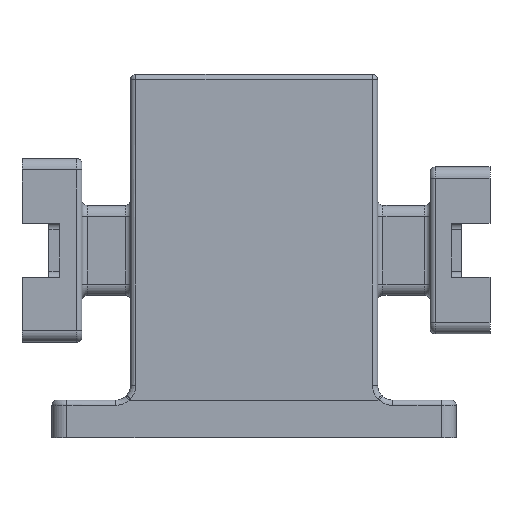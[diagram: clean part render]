
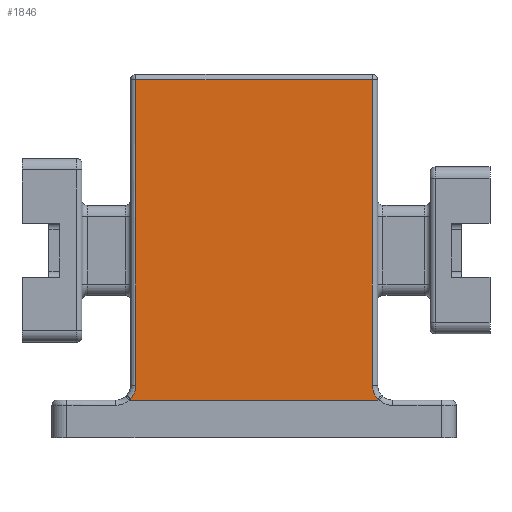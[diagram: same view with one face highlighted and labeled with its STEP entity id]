
A CAD part, front view. The second image highlights one B-rep face of the part: STEP entity #1846.
In plain terms, the highlighted planar face has unit normal (0, -1, 0).
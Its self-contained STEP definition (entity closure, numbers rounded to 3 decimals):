
#580 = EDGE_CURVE('',#581,#583,#585,.T.);
#581 = VERTEX_POINT('',#582);
#582 = CARTESIAN_POINT('',(-15.8,-16.,47.8));
#583 = VERTEX_POINT('',#584);
#584 = CARTESIAN_POINT('',(-15.8,-16.,7.));
#585 = B_SPLINE_CURVE_WITH_KNOTS('',13,(#586,#587,#588,#589,#590,#591,
    #592,#593,#594,#595,#596,#597,#598,#599,#600,#601,#602,#603,#604,
    #605,#606,#607,#608,#609,#610,#611,#612,#613,#614,#615,#616,#617,
    #618,#619,#620,#621,#622,#623),.UNSPECIFIED.,.F.,.F.,(14,12,12,14),(
    -2.392,-2.39,-1.195,0.),
  .UNSPECIFIED.);
#586 = CARTESIAN_POINT('',(-15.8,-16.,48.623));
#587 = CARTESIAN_POINT('',(-15.8,-16.,48.614));
#588 = CARTESIAN_POINT('',(-15.8,-16.,48.605));
#589 = CARTESIAN_POINT('',(-15.8,-16.,48.596));
#590 = CARTESIAN_POINT('',(-15.8,-16.,48.587));
#591 = CARTESIAN_POINT('',(-15.8,-16.,48.577));
#592 = CARTESIAN_POINT('',(-15.8,-16.,48.568));
#593 = CARTESIAN_POINT('',(-15.8,-16.,48.559));
#594 = CARTESIAN_POINT('',(-15.8,-16.,48.55));
#595 = CARTESIAN_POINT('',(-15.8,-16.,48.541));
#596 = CARTESIAN_POINT('',(-15.8,-16.,48.531));
#597 = CARTESIAN_POINT('',(-15.8,-16.,48.522));
#598 = CARTESIAN_POINT('',(-15.8,-16.,48.513));
#599 = CARTESIAN_POINT('',(-15.8,-16.,42.377));
#600 = CARTESIAN_POINT('',(-15.8,-16.,
    37.008));
#601 = CARTESIAN_POINT('',(-15.8,-16.,32.328
    ));
#602 = CARTESIAN_POINT('',(-15.8,-16.,
    28.27));
#603 = CARTESIAN_POINT('',(-15.8,-16.,
    24.772));
#604 = CARTESIAN_POINT('',(-15.8,-16.,
    21.776));
#605 = CARTESIAN_POINT('',(-15.8,-16.,
    19.228));
#606 = CARTESIAN_POINT('',(-15.8,-16.,
    17.074));
#607 = CARTESIAN_POINT('',(-15.8,-16.,
    15.267));
#608 = CARTESIAN_POINT('',(-15.8,-16.,
    13.762));
#609 = CARTESIAN_POINT('',(-15.801,-16.,12.517));
#610 = CARTESIAN_POINT('',(-15.801,-16.,11.496));
#611 = CARTESIAN_POINT('',(-15.802,-16.,
    9.832));
#612 = CARTESIAN_POINT('',(-15.802,-16.,9.189));
#613 = CARTESIAN_POINT('',(-15.802,-16.,
    8.699));
#614 = CARTESIAN_POINT('',(-15.805,-16.,8.338
    ));
#615 = CARTESIAN_POINT('',(-15.801,-16.,
    8.059));
#616 = CARTESIAN_POINT('',(-15.815,-16.,7.884
    ));
#617 = CARTESIAN_POINT('',(-15.796,-16.,
    7.701));
#618 = CARTESIAN_POINT('',(-15.824,-16.,
    7.63));
#619 = CARTESIAN_POINT('',(-15.806,-16.,
    7.493));
#620 = CARTESIAN_POINT('',(-15.805,-16.,7.373
    ));
#621 = CARTESIAN_POINT('',(-15.802,-16.,
    7.248));
#622 = CARTESIAN_POINT('',(-15.8,-16.,7.124));
#623 = CARTESIAN_POINT('',(-15.8,-16.,7.));
#1792 = VERTEX_POINT('',#1793);
#1793 = CARTESIAN_POINT('',(-16.5,-16.,5.186));
#1819 = EDGE_CURVE('',#583,#1792,#1820,.T.);
#1820 = ( BOUNDED_CURVE() B_SPLINE_CURVE(5,(#1821,#1822,#1823,#1824,
#1825,#1826),.UNSPECIFIED.,.F.,.F.) B_SPLINE_CURVE_WITH_KNOTS((6,6),(
0.,1.473),.PIECEWISE_BEZIER_KNOTS.) CURVE() 
GEOMETRIC_REPRESENTATION_ITEM() RATIONAL_B_SPLINE_CURVE((1.,1.,1.,1.,1.,
1.)) REPRESENTATION_ITEM('') );
#1821 = CARTESIAN_POINT('',(-15.8,-16.,7.));
#1822 = CARTESIAN_POINT('',(-15.8,-16.,6.602));
#1823 = CARTESIAN_POINT('',(-15.873,-16.,6.204));
#1824 = CARTESIAN_POINT('',(-16.02,-16.,5.825));
#1825 = CARTESIAN_POINT('',(-16.233,-16.,5.481));
#1826 = CARTESIAN_POINT('',(-16.5,-16.,5.186));
#1846 = ADVANCED_FACE('',(#1847),#1900,.F.);
#1847 = FACE_BOUND('',#1848,.F.);
#1848 = EDGE_LOOP('',(#1849,#1850,#1858,#1866,#1877,#1885,#1893,#1899));
#1849 = ORIENTED_EDGE('',*,*,#580,.F.);
#1850 = ORIENTED_EDGE('',*,*,#1851,.T.);
#1851 = EDGE_CURVE('',#581,#1852,#1854,.T.);
#1852 = VERTEX_POINT('',#1853);
#1853 = CARTESIAN_POINT('',(15.8,-16.,47.8));
#1854 = LINE('',#1855,#1856);
#1855 = CARTESIAN_POINT('',(-15.8,-16.,47.8));
#1856 = VECTOR('',#1857,1.);
#1857 = DIRECTION('',(1.,0.,0.));
#1858 = ORIENTED_EDGE('',*,*,#1859,.F.);
#1859 = EDGE_CURVE('',#1860,#1852,#1862,.T.);
#1860 = VERTEX_POINT('',#1861);
#1861 = CARTESIAN_POINT('',(15.8,-16.,7.));
#1862 = LINE('',#1863,#1864);
#1863 = CARTESIAN_POINT('',(15.8,-16.,7.));
#1864 = VECTOR('',#1865,1.);
#1865 = DIRECTION('',(0.,0.,1.));
#1866 = ORIENTED_EDGE('',*,*,#1867,.F.);
#1867 = EDGE_CURVE('',#1868,#1860,#1870,.T.);
#1868 = VERTEX_POINT('',#1869);
#1869 = CARTESIAN_POINT('',(16.5,-16.,5.186));
#1870 = ( BOUNDED_CURVE() B_SPLINE_CURVE(5,(#1871,#1872,#1873,#1874,
#1875,#1876),.UNSPECIFIED.,.F.,.F.) B_SPLINE_CURVE_WITH_KNOTS((6,6),(
93.593,95.066),.PIECEWISE_BEZIER_KNOTS.) CURVE() 
GEOMETRIC_REPRESENTATION_ITEM() RATIONAL_B_SPLINE_CURVE((1.,1.,1.,1.,1.,
1.)) REPRESENTATION_ITEM('') );
#1871 = CARTESIAN_POINT('',(16.5,-16.,5.186));
#1872 = CARTESIAN_POINT('',(16.233,-16.,5.481));
#1873 = CARTESIAN_POINT('',(16.02,-16.,5.825));
#1874 = CARTESIAN_POINT('',(15.873,-16.,6.204));
#1875 = CARTESIAN_POINT('',(15.8,-16.,6.602));
#1876 = CARTESIAN_POINT('',(15.8,-16.,7.));
#1877 = ORIENTED_EDGE('',*,*,#1878,.F.);
#1878 = EDGE_CURVE('',#1879,#1868,#1881,.T.);
#1879 = VERTEX_POINT('',#1880);
#1880 = CARTESIAN_POINT('',(16.5,-16.,5.));
#1881 = LINE('',#1882,#1883);
#1882 = CARTESIAN_POINT('',(16.5,-16.,5.));
#1883 = VECTOR('',#1884,1.);
#1884 = DIRECTION('',(0.,0.,1.));
#1885 = ORIENTED_EDGE('',*,*,#1886,.F.);
#1886 = EDGE_CURVE('',#1887,#1879,#1889,.T.);
#1887 = VERTEX_POINT('',#1888);
#1888 = CARTESIAN_POINT('',(-16.5,-16.,5.));
#1889 = LINE('',#1890,#1891);
#1890 = CARTESIAN_POINT('',(-16.5,-16.,5.));
#1891 = VECTOR('',#1892,1.);
#1892 = DIRECTION('',(1.,0.,0.));
#1893 = ORIENTED_EDGE('',*,*,#1894,.T.);
#1894 = EDGE_CURVE('',#1887,#1792,#1895,.T.);
#1895 = LINE('',#1896,#1897);
#1896 = CARTESIAN_POINT('',(-16.5,-16.,5.));
#1897 = VECTOR('',#1898,1.);
#1898 = DIRECTION('',(0.,0.,1.));
#1899 = ORIENTED_EDGE('',*,*,#1819,.F.);
#1900 = PLANE('',#1901);
#1901 = AXIS2_PLACEMENT_3D('',#1902,#1903,#1904);
#1902 = CARTESIAN_POINT('',(-16.5,-16.,5.));
#1903 = DIRECTION('',(0.,1.,0.));
#1904 = DIRECTION('',(1.,0.,0.));
